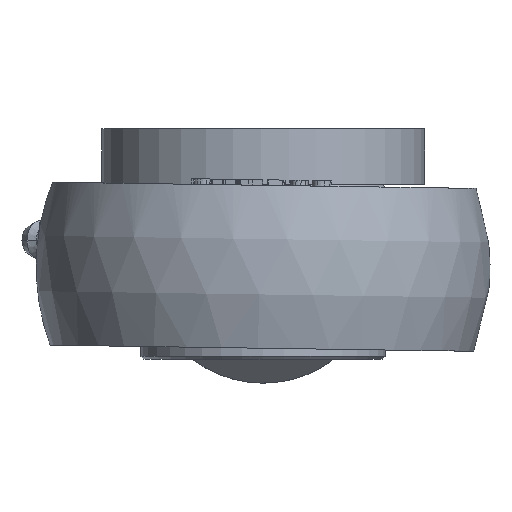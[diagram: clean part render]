
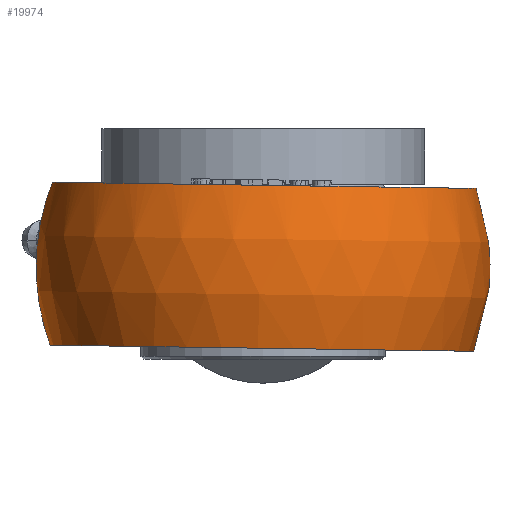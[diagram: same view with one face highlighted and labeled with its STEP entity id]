
A CAD part, front view. The second image highlights one B-rep face of the part: STEP entity #19974.
In plain terms, the highlighted spherical face has radius 39 mm.
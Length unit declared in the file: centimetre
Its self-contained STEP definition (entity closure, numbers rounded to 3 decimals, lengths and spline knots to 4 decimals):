
#19520=CARTESIAN_POINT('',(-3.8884,0.,0.3));
#19521=VERTEX_POINT('',#19520);
#19748=CARTESIAN_POINT('',(-3.8884,0.,-0.3));
#19749=VERTEX_POINT('',#19748);
#19773=CARTESIAN_POINT('',(1.9774,3.3481,-0.3));
#19774=VERTEX_POINT('',#19773);
#19781=CARTESIAN_POINT('',(1.4283,3.3481,-1.4));
#19782=VERTEX_POINT('',#19781);
#19783=CARTESIAN_POINT('',(0.,3.3481,0.));
#19784=DIRECTION('',(0.,-1.,0.));
#19785=DIRECTION('',(1.,0.,0.));
#19786=AXIS2_PLACEMENT_3D('',#19783,#19784,#19785);
#19787=CIRCLE('',#19786,2.);
#19788=EDGE_CURVE('',#19782,#19774,#19787,.T.);
#19833=CARTESIAN_POINT('',(3.8884,0.,-0.3));
#19834=VERTEX_POINT('',#19833);
#19841=CARTESIAN_POINT('',(0.,0.,-0.3));
#19842=DIRECTION('',(0.,0.,-1.));
#19843=DIRECTION('',(0.,-1.,0.));
#19844=AXIS2_PLACEMENT_3D('',#19841,#19842,#19843);
#19845=CIRCLE('',#19844,3.8884);
#19846=EDGE_CURVE('',#19774,#19834,#19845,.T.);
#19858=CARTESIAN_POINT('',(1.9774,3.3481,0.3));
#19859=VERTEX_POINT('',#19858);
#19866=CARTESIAN_POINT('',(3.8884,0.,0.3));
#19867=VERTEX_POINT('',#19866);
#19868=CARTESIAN_POINT('',(-0.,0.,0.3));
#19869=DIRECTION('',(-0.,0.,1.));
#19870=DIRECTION('',(0.,1.,-0.));
#19871=AXIS2_PLACEMENT_3D('',#19868,#19869,#19870);
#19872=CIRCLE('',#19871,3.8884);
#19873=EDGE_CURVE('',#19867,#19859,#19872,.T.);
#19892=CARTESIAN_POINT('',(0.,-0.,0.));
#19893=DIRECTION('',(0.,-1.,0.));
#19894=DIRECTION('',(0.,0.,1.));
#19895=AXIS2_PLACEMENT_3D('',#19892,#19893,#19894);
#19896=CIRCLE('',#19895,3.9);
#19897=EDGE_CURVE('',#19521,#19749,#19896,.T.);
#19910=CARTESIAN_POINT('',(0.,-0.,0.));
#19911=DIRECTION('',(0.,-1.,0.));
#19912=DIRECTION('',(0.,0.,1.));
#19913=AXIS2_PLACEMENT_3D('',#19910,#19911,#19912);
#19914=CIRCLE('',#19913,3.9);
#19915=EDGE_CURVE('',#19834,#19867,#19914,.T.);
#19921=CARTESIAN_POINT('',(0.,0.,0.));
#19922=DIRECTION('',(0.,0.,1.));
#19923=DIRECTION('',(1.,0.,0.));
#19924=AXIS2_PLACEMENT_3D('',#19921,#19922,#19923);
#19925=SPHERICAL_SURFACE('',#19924,3.9);
#19926=CARTESIAN_POINT('',(-3.64,0.,1.4));
#19927=VERTEX_POINT('',#19926);
#19928=CARTESIAN_POINT('',(0.,0.,0.));
#19929=DIRECTION('',(-0.,-1.,0.));
#19930=DIRECTION('',(-1.,0.,0.));
#19931=AXIS2_PLACEMENT_3D('',#19928,#19929,#19930);
#19932=CIRCLE('',#19931,3.9);
#19933=EDGE_CURVE('',#19927,#19521,#19932,.T.);
#19934=ORIENTED_EDGE('',*,*,#19933,.T.);
#19935=ORIENTED_EDGE('',*,*,#19897,.T.);
#19936=CARTESIAN_POINT('',(-3.64,0.,-1.4));
#19937=VERTEX_POINT('',#19936);
#19938=CARTESIAN_POINT('',(0.,0.,0.));
#19939=DIRECTION('',(-0.,-1.,0.));
#19940=DIRECTION('',(-1.,0.,0.));
#19941=AXIS2_PLACEMENT_3D('',#19938,#19939,#19940);
#19942=CIRCLE('',#19941,3.9);
#19943=EDGE_CURVE('',#19749,#19937,#19942,.T.);
#19944=ORIENTED_EDGE('',*,*,#19943,.T.);
#19945=CARTESIAN_POINT('',(0.,0.,-1.4));
#19946=DIRECTION('',(-0.,-0.,-1.));
#19947=DIRECTION('',(0.,-1.,0.));
#19948=AXIS2_PLACEMENT_3D('',#19945,#19946,#19947);
#19949=CIRCLE('',#19948,3.64);
#19950=EDGE_CURVE('',#19782,#19937,#19949,.T.);
#19951=ORIENTED_EDGE('',*,*,#19950,.F.);
#19952=ORIENTED_EDGE('',*,*,#19788,.T.);
#19953=ORIENTED_EDGE('',*,*,#19846,.T.);
#19954=ORIENTED_EDGE('',*,*,#19915,.T.);
#19955=ORIENTED_EDGE('',*,*,#19873,.T.);
#19956=CARTESIAN_POINT('',(1.4283,3.3481,1.4));
#19957=VERTEX_POINT('',#19956);
#19958=CARTESIAN_POINT('',(0.,3.3481,0.));
#19959=DIRECTION('',(0.,-1.,0.));
#19960=DIRECTION('',(1.,0.,0.));
#19961=AXIS2_PLACEMENT_3D('',#19958,#19959,#19960);
#19962=CIRCLE('',#19961,2.);
#19963=EDGE_CURVE('',#19859,#19957,#19962,.T.);
#19964=ORIENTED_EDGE('',*,*,#19963,.T.);
#19965=CARTESIAN_POINT('',(0.,0.,1.4));
#19966=DIRECTION('',(0.,-0.,1.));
#19967=DIRECTION('',(0.,1.,0.));
#19968=AXIS2_PLACEMENT_3D('',#19965,#19966,#19967);
#19969=CIRCLE('',#19968,3.64);
#19970=EDGE_CURVE('',#19927,#19957,#19969,.T.);
#19971=ORIENTED_EDGE('',*,*,#19970,.F.);
#19972=EDGE_LOOP('',(#19934,#19935,#19944,#19951,#19952,#19953,#19954,#19955,#19964,#19971));
#19973=FACE_BOUND('',#19972,.T.);
#19974=ADVANCED_FACE('',(#19973),#19925,.T.);
